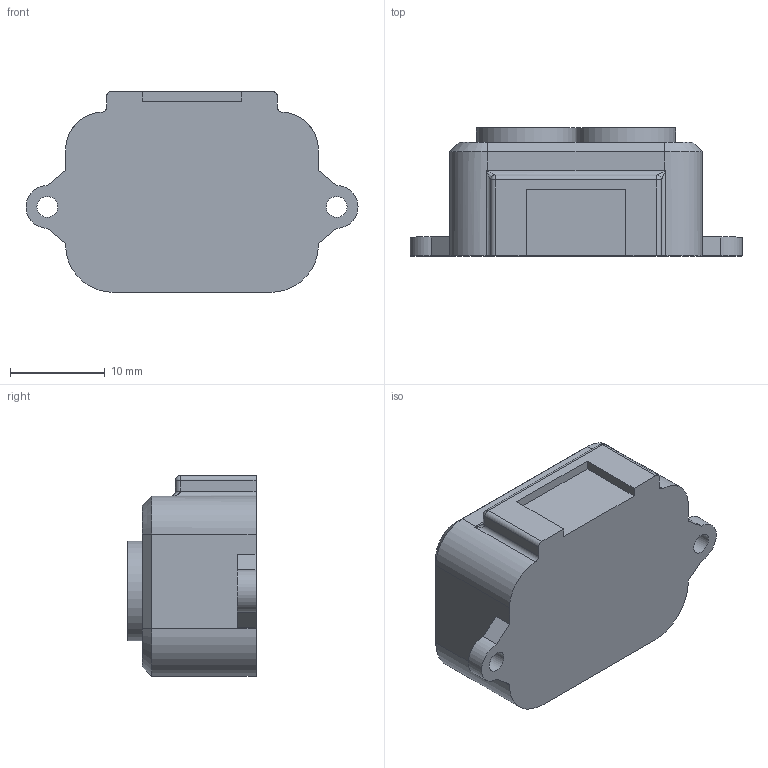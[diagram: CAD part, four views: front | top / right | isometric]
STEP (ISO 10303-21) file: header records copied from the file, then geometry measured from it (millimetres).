
FILE_DESCRIPTION(/* description */ (''),/* implementation_level */ '2;1');
FILE_NAME(/* name */ 'Sensor LUNA v1.step',/* time_stamp */ '2024-09-11T13:48:31+02:00',/* author */ (''),/* organization */ (''),/* preprocessor_version */ 'ST-DEVELOPER v20',/* originating_system */ 'Autodesk Translation Framework v13.14.0.145',/* authorisation */ '');
FILE_SCHEMA (('AUTOMOTIVE_DESIGN { 1 0 10303 214 3 1 1 }'));
Length unit declared in the file: millimetre
Products named in the file (1): Sensor LUNA
Bounding box: 35 x 13.5 x 21.15 mm (x, y, z)
Volume: 6219 mm3; surface area: 2417.8 mm2
Topology: 1 solids, 1 shells, 61 faces, 152 edges, 90 vertices
Faces by surface type: plane 25, cylinder 20, cone 4, torus 4, bspline 4, sphere 4
Full cylindrical faces by diameter (mm): 2.2 x2, 9 x2
Entity records: 2050 total; most frequent: CARTESIAN_POINT 553, DIRECTION 316, ORIENTED_EDGE 292, EDGE_CURVE 146, AXIS2_PLACEMENT_3D 116, VERTEX_POINT 90, LINE 84, VECTOR 84
